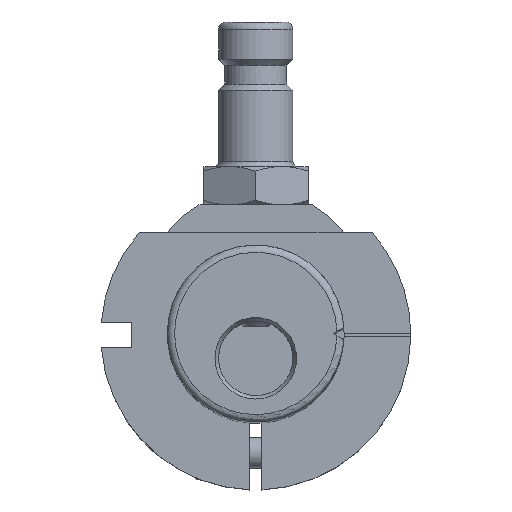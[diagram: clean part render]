
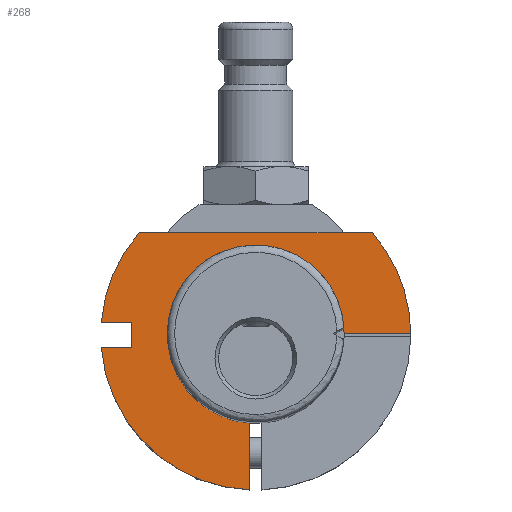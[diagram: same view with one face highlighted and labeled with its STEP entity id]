
A CAD part, top view. The second image highlights one B-rep face of the part: STEP entity #268.
In plain terms, the highlighted planar face has unit normal (0, 0, 1).
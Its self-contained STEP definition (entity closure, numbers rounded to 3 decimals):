
#185=FACE_OUTER_BOUND('',#548,.T.);
#268=ADVANCED_FACE('',(#185),#321,.T.);
#321=PLANE('',#1567);
#392=CIRCLE('',#1550,25.);
#398=CIRCLE('',#1559,25.);
#402=CIRCLE('',#1565,25.);
#403=CIRCLE('',#1566,14.25);
#548=EDGE_LOOP('',(#831,#832,#833,#834,#835,#836,#837,#838,#839,#840));
#831=ORIENTED_EDGE('',*,*,#1233,.T.);
#832=ORIENTED_EDGE('',*,*,#1208,.F.);
#833=ORIENTED_EDGE('',*,*,#1234,.T.);
#834=ORIENTED_EDGE('',*,*,#1221,.F.);
#835=ORIENTED_EDGE('',*,*,#1235,.T.);
#836=ORIENTED_EDGE('',*,*,#1236,.T.);
#837=ORIENTED_EDGE('',*,*,#1237,.F.);
#838=ORIENTED_EDGE('',*,*,#1238,.F.);
#839=ORIENTED_EDGE('',*,*,#1239,.T.);
#840=ORIENTED_EDGE('',*,*,#1240,.T.);
#1045=VERTEX_POINT('',#2580);
#1046=VERTEX_POINT('',#2582);
#1056=VERTEX_POINT('',#2608);
#1057=VERTEX_POINT('',#2609);
#1066=VERTEX_POINT('',#2632);
#1067=VERTEX_POINT('',#2635);
#1068=VERTEX_POINT('',#2637);
#1069=VERTEX_POINT('',#2639);
#1070=VERTEX_POINT('',#2641);
#1071=VERTEX_POINT('',#2643);
#1208=EDGE_CURVE('',#1045,#1046,#392,.T.);
#1221=EDGE_CURVE('',#1056,#1057,#398,.T.);
#1233=EDGE_CURVE('',#1066,#1046,#1324,.T.);
#1234=EDGE_CURVE('',#1045,#1057,#1325,.T.);
#1235=EDGE_CURVE('',#1056,#1067,#1326,.T.);
#1236=EDGE_CURVE('',#1067,#1068,#1327,.T.);
#1237=EDGE_CURVE('',#1069,#1068,#1328,.T.);
#1238=EDGE_CURVE('',#1070,#1069,#402,.T.);
#1239=EDGE_CURVE('',#1070,#1071,#1329,.T.);
#1240=EDGE_CURVE('',#1071,#1066,#403,.T.);
#1324=LINE('',#2631,#1404);
#1325=LINE('',#2633,#1405);
#1326=LINE('',#2634,#1406);
#1327=LINE('',#2636,#1407);
#1328=LINE('',#2638,#1408);
#1329=LINE('',#2642,#1409);
#1404=VECTOR('',#1886,1.);
#1405=VECTOR('',#1887,1.);
#1406=VECTOR('',#1888,1.);
#1407=VECTOR('',#1889,1.);
#1408=VECTOR('',#1890,1.);
#1409=VECTOR('',#1893,1.);
#1550=AXIS2_PLACEMENT_3D('',#2581,#1841,#1842);
#1559=AXIS2_PLACEMENT_3D('',#2607,#1866,#1867);
#1565=AXIS2_PLACEMENT_3D('',#2640,#1891,#1892);
#1566=AXIS2_PLACEMENT_3D('',#2644,#1894,#1895);
#1567=AXIS2_PLACEMENT_3D('',#2645,#1896,#1897);
#1841=DIRECTION('',(0.,0.,-1.));
#1842=DIRECTION('',(0.,-1.,0.));
#1866=DIRECTION('',(0.,0.,-1.));
#1867=DIRECTION('',(0.,-1.,0.));
#1886=DIRECTION('',(1.,0.,0.));
#1887=DIRECTION('',(-1.,0.,0.));
#1888=DIRECTION('',(1.,0.,0.));
#1889=DIRECTION('',(0.,-1.,0.));
#1890=DIRECTION('',(1.,0.,0.));
#1891=DIRECTION('',(0.,0.,-1.));
#1892=DIRECTION('',(0.,-1.,0.));
#1893=DIRECTION('',(0.,1.,0.));
#1894=DIRECTION('',(0.,0.,-1.));
#1895=DIRECTION('',(0.,-1.,0.));
#1896=DIRECTION('',(0.,0.,1.));
#1897=DIRECTION('',(0.,1.,0.));
#2580=CARTESIAN_POINT('',(18.782,16.5,0.));
#2581=CARTESIAN_POINT('',(0.,0.,0.));
#2582=CARTESIAN_POINT('',(24.999,0.25,0.));
#2607=CARTESIAN_POINT('',(0.,0.,0.));
#2608=CARTESIAN_POINT('',(-24.919,2.01,0.));
#2609=CARTESIAN_POINT('',(-18.782,16.5,0.));
#2631=CARTESIAN_POINT('',(10.,0.25,0.));
#2632=CARTESIAN_POINT('',(14.248,0.25,0.));
#2633=CARTESIAN_POINT('',(0.,16.5,0.));
#2634=CARTESIAN_POINT('',(-40.,2.01,0.));
#2635=CARTESIAN_POINT('',(-20.,2.01,0.));
#2636=CARTESIAN_POINT('',(-20.,2.01,0.));
#2637=CARTESIAN_POINT('',(-20.,-2.01,0.));
#2638=CARTESIAN_POINT('',(-40.,-2.01,0.));
#2639=CARTESIAN_POINT('',(-24.919,-2.01,0.));
#2640=CARTESIAN_POINT('',(0.,0.,0.));
#2641=CARTESIAN_POINT('',(-1.,-24.98,0.));
#2642=CARTESIAN_POINT('',(-1.,-39.5,0.));
#2643=CARTESIAN_POINT('',(-1.,-14.215,0.));
#2644=CARTESIAN_POINT('',(0.,0.,0.));
#2645=CARTESIAN_POINT('',(0.,0.,0.));
